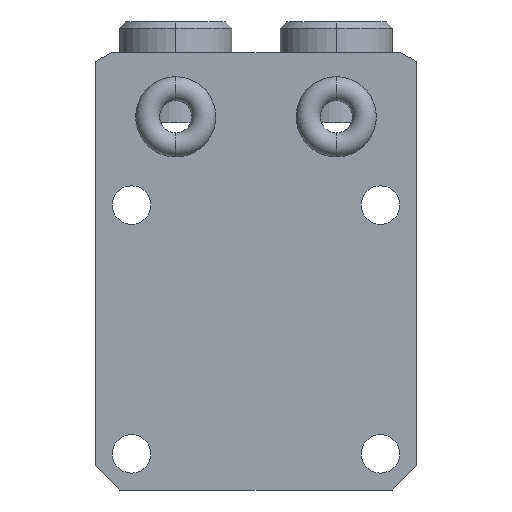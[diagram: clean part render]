
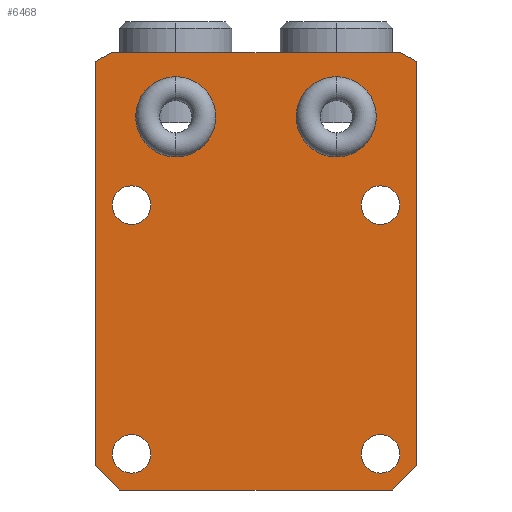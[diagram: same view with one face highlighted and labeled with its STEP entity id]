
A CAD part, front view. The second image highlights one B-rep face of the part: STEP entity #6468.
In plain terms, the highlighted planar face has unit normal (0, -1, 0).
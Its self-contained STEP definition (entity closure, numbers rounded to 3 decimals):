
#1763=CARTESIAN_POINT('',(0.,-26.,0.));
#1764=DIRECTION('',(0.,-1.,0.));
#1765=DIRECTION('',(0.514,0.,0.858));
#1766=AXIS2_PLACEMENT_3D('',#1763,#1764,#1765);
#1794=CARTESIAN_POINT('',(0.,-26.,0.));
#1795=DIRECTION('',(0.,-1.,0.));
#1796=DIRECTION('',(-0.462,0.,0.887));
#1797=AXIS2_PLACEMENT_3D('',#1794,#1795,#1796);
#2689=DIRECTION('',(0.707,0.,0.707));
#2690=VECTOR('',#2689,4.243);
#2691=CARTESIAN_POINT('',(17.,-26.,-20.));
#2692=LINE('',#2691,#2690);
#2696=DIRECTION('',(1.,0.,0.));
#2697=VECTOR('',#2696,34.);
#2698=CARTESIAN_POINT('',(-17.,-26.,-20.));
#2699=LINE('',#2698,#2697);
#2703=DIRECTION('',(0.707,0.,-0.707));
#2704=VECTOR('',#2703,4.243);
#2705=CARTESIAN_POINT('',(-20.,-26.,-17.));
#2706=LINE('',#2705,#2704);
#2710=DIRECTION('',(0.,0.,-1.));
#2711=VECTOR('',#2710,50.359);
#2712=CARTESIAN_POINT('',(-20.,-26.,33.359));
#2713=LINE('',#2712,#2711);
#2717=DIRECTION('',(-1.,0.,0.));
#2718=VECTOR('',#2717,35.921);
#2719=CARTESIAN_POINT('',(17.96,-26.,34.5));
#2720=LINE('',#2719,#2718);
#2724=DIRECTION('',(0.,0.,1.));
#2725=VECTOR('',#2724,50.359);
#2726=CARTESIAN_POINT('',(20.,-26.,-17.));
#2727=LINE('',#2726,#2725);
#2731=CARTESIAN_POINT('',(15.5,-26.,-15.5));
#2732=DIRECTION('',(0.,1.,0.));
#2733=DIRECTION('',(1.,0.,0.));
#2734=AXIS2_PLACEMENT_3D('',#2731,#2732,#2733);
#2739=CARTESIAN_POINT('',(15.5,-26.,-15.5));
#2740=DIRECTION('',(0.,1.,0.));
#2741=DIRECTION('',(-1.,0.,0.));
#2742=AXIS2_PLACEMENT_3D('',#2739,#2740,#2741);
#2747=CARTESIAN_POINT('',(-15.5,-26.,-15.5));
#2748=DIRECTION('',(0.,1.,0.));
#2749=DIRECTION('',(1.,0.,0.));
#2750=AXIS2_PLACEMENT_3D('',#2747,#2748,#2749);
#2755=CARTESIAN_POINT('',(-15.5,-26.,-15.5));
#2756=DIRECTION('',(0.,1.,0.));
#2757=DIRECTION('',(-1.,0.,0.));
#2758=AXIS2_PLACEMENT_3D('',#2755,#2756,#2757);
#2763=CARTESIAN_POINT('',(-15.5,-26.,15.5));
#2764=DIRECTION('',(0.,1.,0.));
#2765=DIRECTION('',(1.,0.,0.));
#2766=AXIS2_PLACEMENT_3D('',#2763,#2764,#2765);
#2771=CARTESIAN_POINT('',(-15.5,-26.,15.5));
#2772=DIRECTION('',(0.,1.,0.));
#2773=DIRECTION('',(-1.,0.,0.));
#2774=AXIS2_PLACEMENT_3D('',#2771,#2772,#2773);
#2779=CARTESIAN_POINT('',(15.5,-26.,15.5));
#2780=DIRECTION('',(0.,1.,0.));
#2781=DIRECTION('',(1.,0.,0.));
#2782=AXIS2_PLACEMENT_3D('',#2779,#2780,#2781);
#2787=CARTESIAN_POINT('',(15.5,-26.,15.5));
#2788=DIRECTION('',(0.,1.,0.));
#2789=DIRECTION('',(-1.,0.,0.));
#2790=AXIS2_PLACEMENT_3D('',#2787,#2788,#2789);
#2795=CARTESIAN_POINT('',(10.,-26.,26.5));
#2796=DIRECTION('',(0.,-1.,0.));
#2797=DIRECTION('',(-1.,0.,0.));
#2798=AXIS2_PLACEMENT_3D('',#2795,#2796,#2797);
#2803=CARTESIAN_POINT('',(10.,-26.,26.5));
#2804=DIRECTION('',(0.,-1.,0.));
#2805=DIRECTION('',(1.,0.,0.));
#2806=AXIS2_PLACEMENT_3D('',#2803,#2804,#2805);
#2811=CARTESIAN_POINT('',(-10.,-26.,26.5));
#2812=DIRECTION('',(0.,1.,0.));
#2813=DIRECTION('',(1.,0.,0.));
#2814=AXIS2_PLACEMENT_3D('',#2811,#2812,#2813);
#2819=CARTESIAN_POINT('',(-10.,-26.,26.5));
#2820=DIRECTION('',(0.,1.,0.));
#2821=DIRECTION('',(-1.,0.,0.));
#2822=AXIS2_PLACEMENT_3D('',#2819,#2820,#2821);
#3789=CARTESIAN_POINT('',(20.,-26.,33.359));
#3791=VERTEX_POINT('',#3789);
#3793=CARTESIAN_POINT('',(-20.,-26.,33.359));
#3795=VERTEX_POINT('',#3793);
#3796=CARTESIAN_POINT('',(17.,-26.,-20.));
#3798=VERTEX_POINT('',#3796);
#3802=CARTESIAN_POINT('',(20.,-26.,-17.));
#3803=VERTEX_POINT('',#3802);
#3804=CARTESIAN_POINT('',(-20.,-26.,-17.));
#3806=VERTEX_POINT('',#3804);
#3810=CARTESIAN_POINT('',(-17.,-26.,-20.));
#3811=VERTEX_POINT('',#3810);
#3828=CARTESIAN_POINT('',(17.9,-26.,-15.5));
#3829=VERTEX_POINT('',#3828);
#3830=CARTESIAN_POINT('',(13.1,-26.,-15.5));
#3831=VERTEX_POINT('',#3830);
#3832=CARTESIAN_POINT('',(-13.1,-26.,-15.5));
#3833=VERTEX_POINT('',#3832);
#3834=CARTESIAN_POINT('',(-17.9,-26.,-15.5));
#3835=VERTEX_POINT('',#3834);
#3836=CARTESIAN_POINT('',(-13.1,-26.,15.5));
#3837=VERTEX_POINT('',#3836);
#3838=CARTESIAN_POINT('',(-17.9,-26.,15.5));
#3839=VERTEX_POINT('',#3838);
#3840=CARTESIAN_POINT('',(17.9,-26.,15.5));
#3841=VERTEX_POINT('',#3840);
#3842=CARTESIAN_POINT('',(13.1,-26.,15.5));
#3843=VERTEX_POINT('',#3842);
#3861=CARTESIAN_POINT('',(17.96,-26.,34.5));
#3862=VERTEX_POINT('',#3861);
#3871=CARTESIAN_POINT('',(-17.96,-26.,34.5));
#3872=VERTEX_POINT('',#3871);
#3903=CARTESIAN_POINT('',(5.,-26.,26.5));
#3904=CARTESIAN_POINT('',(15.,-26.,26.5));
#3905=VERTEX_POINT('',#3903);
#3906=VERTEX_POINT('',#3904);
#3939=CARTESIAN_POINT('',(-5.,-26.,26.5));
#3940=VERTEX_POINT('',#3939);
#3941=CARTESIAN_POINT('',(-15.,-26.,26.5));
#3942=VERTEX_POINT('',#3941);
#6416=CARTESIAN_POINT('',(0.,-26.,0.));
#6417=DIRECTION('',(0.,-1.,0.));
#6418=DIRECTION('',(-1.,0.,0.));
#6419=AXIS2_PLACEMENT_3D('',#6416,#6417,#6418);
#6420=PLANE('',#6419);
#6421=ORIENTED_EDGE('',*,*,#5590,.F.);
#6422=ORIENTED_EDGE('',*,*,#5607,.F.);
#6423=ORIENTED_EDGE('',*,*,#5619,.F.);
#6424=ORIENTED_EDGE('',*,*,#5635,.F.);
#6425=ORIENTED_EDGE('',*,*,#5670,.F.);
#6426=ORIENTED_EDGE('',*,*,#5714,.F.);
#6427=ORIENTED_EDGE('',*,*,#5654,.F.);
#6429=ORIENTED_EDGE('',*,*,#6428,.F.);
#6430=EDGE_LOOP('',(#6421,#6422,#6423,#6424,#6425,#6426,#6427,#6429));
#6431=FACE_OUTER_BOUND('',#6430,.F.);
#6433=ORIENTED_EDGE('',*,*,#6432,.F.);
#6435=ORIENTED_EDGE('',*,*,#6434,.F.);
#6436=EDGE_LOOP('',(#6433,#6435));
#6437=FACE_BOUND('',#6436,.F.);
#6439=ORIENTED_EDGE('',*,*,#6438,.F.);
#6441=ORIENTED_EDGE('',*,*,#6440,.F.);
#6442=EDGE_LOOP('',(#6439,#6441));
#6443=FACE_BOUND('',#6442,.F.);
#6445=ORIENTED_EDGE('',*,*,#6444,.F.);
#6447=ORIENTED_EDGE('',*,*,#6446,.F.);
#6448=EDGE_LOOP('',(#6445,#6447));
#6449=FACE_BOUND('',#6448,.F.);
#6451=ORIENTED_EDGE('',*,*,#6450,.F.);
#6453=ORIENTED_EDGE('',*,*,#6452,.F.);
#6454=EDGE_LOOP('',(#6451,#6453));
#6455=FACE_BOUND('',#6454,.F.);
#6457=ORIENTED_EDGE('',*,*,#6456,.T.);
#6459=ORIENTED_EDGE('',*,*,#6458,.T.);
#6460=EDGE_LOOP('',(#6457,#6459));
#6461=FACE_BOUND('',#6460,.F.);
#6463=ORIENTED_EDGE('',*,*,#6462,.F.);
#6465=ORIENTED_EDGE('',*,*,#6464,.F.);
#6466=EDGE_LOOP('',(#6463,#6465));
#6467=FACE_BOUND('',#6466,.F.);
#1767=CIRCLE('',#1766,38.895);
#1798=CIRCLE('',#1797,38.895);
#2735=CIRCLE('',#2734,2.4);
#2743=CIRCLE('',#2742,2.4);
#2751=CIRCLE('',#2750,2.4);
#2759=CIRCLE('',#2758,2.4);
#2767=CIRCLE('',#2766,2.4);
#2775=CIRCLE('',#2774,2.4);
#2783=CIRCLE('',#2782,2.4);
#2791=CIRCLE('',#2790,2.4);
#2799=CIRCLE('',#2798,5.);
#2807=CIRCLE('',#2806,5.);
#2815=CIRCLE('',#2814,5.);
#2823=CIRCLE('',#2822,5.);
#5590=EDGE_CURVE('',#3798,#3803,#2692,.T.);
#5607=EDGE_CURVE('',#3811,#3798,#2699,.T.);
#5619=EDGE_CURVE('',#3806,#3811,#2706,.T.);
#5635=EDGE_CURVE('',#3795,#3806,#2713,.T.);
#5654=EDGE_CURVE('',#3791,#3862,#1767,.T.);
#5670=EDGE_CURVE('',#3872,#3795,#1798,.T.);
#5714=EDGE_CURVE('',#3862,#3872,#2720,.T.);
#6428=EDGE_CURVE('',#3803,#3791,#2727,.T.);
#6432=EDGE_CURVE('',#3829,#3831,#2735,.T.);
#6434=EDGE_CURVE('',#3831,#3829,#2743,.T.);
#6438=EDGE_CURVE('',#3833,#3835,#2751,.T.);
#6440=EDGE_CURVE('',#3835,#3833,#2759,.T.);
#6444=EDGE_CURVE('',#3837,#3839,#2767,.T.);
#6446=EDGE_CURVE('',#3839,#3837,#2775,.T.);
#6450=EDGE_CURVE('',#3841,#3843,#2783,.T.);
#6452=EDGE_CURVE('',#3843,#3841,#2791,.T.);
#6456=EDGE_CURVE('',#3905,#3906,#2799,.T.);
#6458=EDGE_CURVE('',#3906,#3905,#2807,.T.);
#6462=EDGE_CURVE('',#3940,#3942,#2815,.T.);
#6464=EDGE_CURVE('',#3942,#3940,#2823,.T.);
#6468=ADVANCED_FACE('',(#6431,#6437,#6443,#6449,#6455,#6461,#6467),#6420,.T.);
